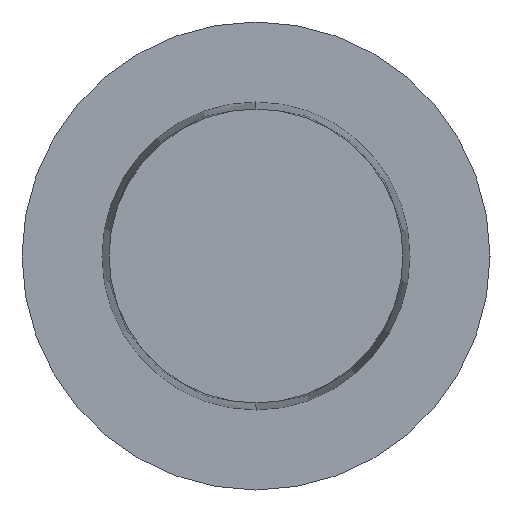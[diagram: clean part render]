
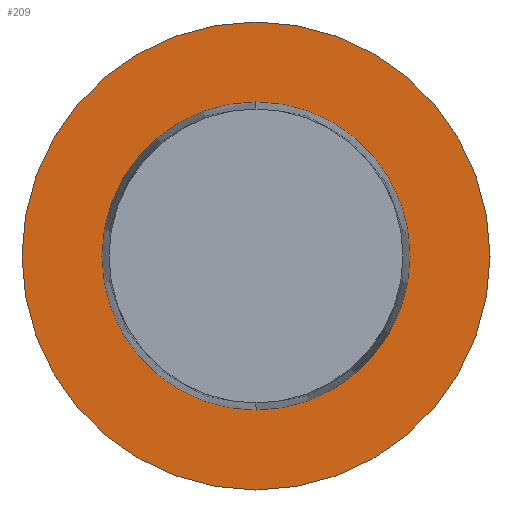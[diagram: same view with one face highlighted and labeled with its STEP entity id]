
A CAD part, left-side view. The second image highlights one B-rep face of the part: STEP entity #209.
In plain terms, the highlighted planar face has unit normal (-1, 0, 0).
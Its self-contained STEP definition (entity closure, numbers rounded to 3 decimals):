
#28 = EDGE_LOOP ( 'NONE', ( #231, #186 ) ) ;
#36 = CIRCLE ( 'NONE', #206, 16.455 ) ;
#39 = VERTEX_POINT ( 'NONE', #165 ) ;
#40 = VERTEX_POINT ( 'NONE', #247 ) ;
#41 = AXIS2_PLACEMENT_3D ( 'NONE', #129, #111, #132 ) ;
#44 = EDGE_CURVE ( 'NONE', #40, #82, #98, .T. ) ;
#63 = ORIENTED_EDGE ( 'NONE', *, *, #218, .T. ) ;
#66 = CARTESIAN_POINT ( 'NONE',  ( 0., 0., 0. ) ) ;
#68 = DIRECTION ( 'NONE',  ( 1., 0., 0. ) ) ;
#70 = DIRECTION ( 'NONE',  ( 0., 1., 0. ) ) ;
#74 = CIRCLE ( 'NONE', #228, 16.455 ) ;
#82 = VERTEX_POINT ( 'NONE', #138 ) ;
#93 = CARTESIAN_POINT ( 'NONE',  ( 0., 0., 0. ) ) ;
#98 = CIRCLE ( 'NONE', #222, 25. ) ;
#109 = CARTESIAN_POINT ( 'NONE',  ( 0., 0., 0. ) ) ;
#110 = PLANE ( 'NONE',  #122 ) ;
#111 = DIRECTION ( 'NONE',  ( -1., 0., 0. ) ) ;
#113 = CARTESIAN_POINT ( 'NONE',  ( 0., 0., -16.455 ) ) ;
#122 = AXIS2_PLACEMENT_3D ( 'NONE', #216, #68, #70 ) ;
#129 = CARTESIAN_POINT ( 'NONE',  ( 0., 0., 0. ) ) ;
#132 = DIRECTION ( 'NONE',  ( 0., 0., 1. ) ) ;
#138 = CARTESIAN_POINT ( 'NONE',  ( 0., 0., -25. ) ) ;
#147 = DIRECTION ( 'NONE',  ( 0., 0., 1. ) ) ;
#150 = FACE_BOUND ( 'NONE', #28, .T. ) ;
#156 = CIRCLE ( 'NONE', #41, 25. ) ;
#165 = CARTESIAN_POINT ( 'NONE',  ( 0., 0., 16.455 ) ) ;
#168 = VERTEX_POINT ( 'NONE', #113 ) ;
#172 = FACE_OUTER_BOUND ( 'NONE', #229, .T. ) ;
#173 = DIRECTION ( 'NONE',  ( 0., 0., 1. ) ) ;
#175 = EDGE_CURVE ( 'NONE', #168, #39, #36, .T. ) ;
#178 = ORIENTED_EDGE ( 'NONE', *, *, #44, .T. ) ;
#185 = DIRECTION ( 'NONE',  ( -1., 0., 0. ) ) ;
#186 = ORIENTED_EDGE ( 'NONE', *, *, #253, .F. ) ;
#190 = DIRECTION ( 'NONE',  ( -1., 0., 0. ) ) ;
#195 = DIRECTION ( 'NONE',  ( -1., 0., 0. ) ) ;
#206 = AXIS2_PLACEMENT_3D ( 'NONE', #109, #190, #173 ) ;
#209 = ADVANCED_FACE ( 'NONE', ( #150, #172 ), #110, .F. ) ;
#216 = CARTESIAN_POINT ( 'NONE',  ( 0., 25., 0. ) ) ;
#218 = EDGE_CURVE ( 'NONE', #82, #40, #156, .T. ) ;
#222 = AXIS2_PLACEMENT_3D ( 'NONE', #66, #185, #147 ) ;
#228 = AXIS2_PLACEMENT_3D ( 'NONE', #93, #195, #249 ) ;
#229 = EDGE_LOOP ( 'NONE', ( #178, #63 ) ) ;
#231 = ORIENTED_EDGE ( 'NONE', *, *, #175, .F. ) ;
#247 = CARTESIAN_POINT ( 'NONE',  ( 0., 0., 25. ) ) ;
#249 = DIRECTION ( 'NONE',  ( 0., 0., 1. ) ) ;
#253 = EDGE_CURVE ( 'NONE', #39, #168, #74, .T. ) ;
